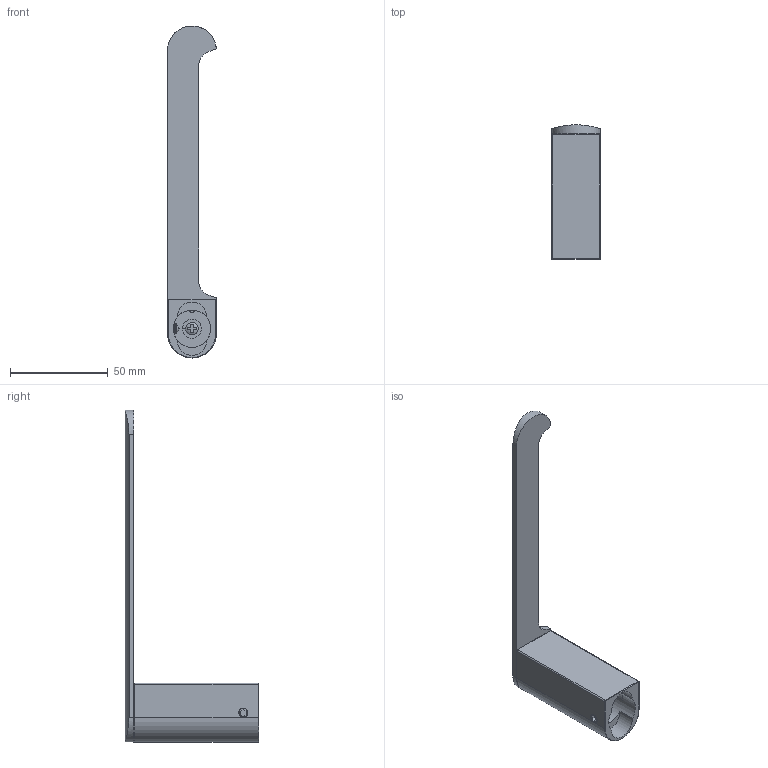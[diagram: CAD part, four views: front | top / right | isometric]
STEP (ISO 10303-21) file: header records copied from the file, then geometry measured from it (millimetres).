
FILE_DESCRIPTION((''),'2;1');
FILE_NAME('MG27153_ASM','2023-09-19T10:49:44',('Admin'),(''),'CREO PARAMETRIC BY PTC INC, 2018050','CREO PARAMETRIC BY PTC INC, 2018050','');
FILE_SCHEMA(('CONFIG_CONTROL_DESIGN'));
Length unit declared in the file: millimetre
Products named in the file (7): MG27153-01; MG27153-02; 00; M5000; M40001; M50002; MG27153_ASM
Assembly tree (6 placements, depth 2):
  MG27153_ASM
    MG27153-01
    MG27153-02
    00
    M5000
    M40001
    M50002
Bounding box: 25 x 68.5 x 170 mm (x, y, z)
Volume: 30106.3 mm3; surface area: 20769.5 mm2
Topology: 6 solids, 6 shells, 159 faces, 397 edges, 255 vertices
Faces by surface type: cylinder 74, plane 54, bspline 16, cone 11, torus 2, sphere 2
Entity records: 9170 total; most frequent: CARTESIAN_POINT 5356, ORIENTED_EDGE 790, DIRECTION 724, EDGE_CURVE 395, AXIS2_PLACEMENT_3D 273, VERTEX_POINT 255, VECTOR 178, LINE 178
